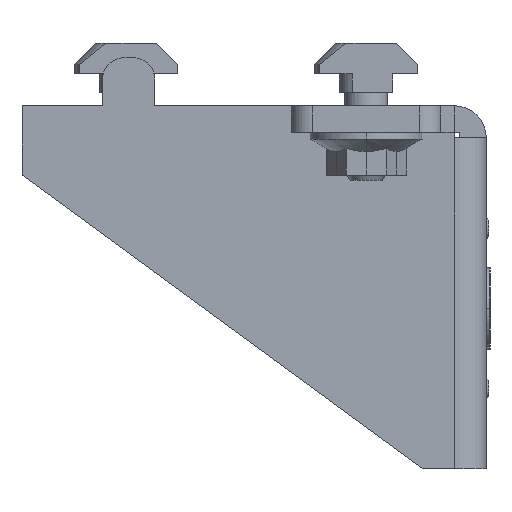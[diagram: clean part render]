
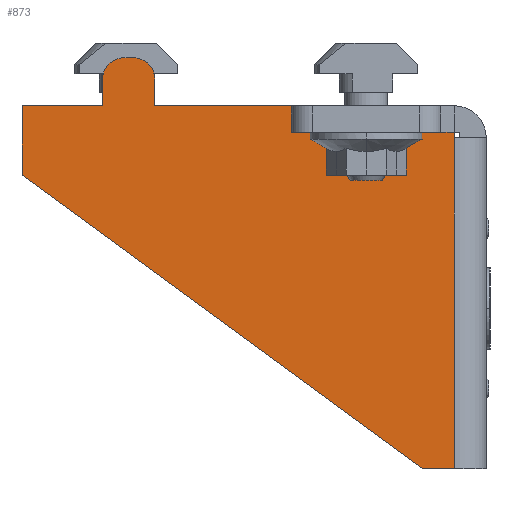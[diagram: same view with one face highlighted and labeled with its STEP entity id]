
A CAD part, left-side view. The second image highlights one B-rep face of the part: STEP entity #873.
In plain terms, the highlighted planar face has unit normal (-1, 0, 0).
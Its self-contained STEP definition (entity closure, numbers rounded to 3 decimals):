
#873=ADVANCED_FACE('',(#1888,#1889),#1890,.T.);
#1888=FACE_OUTER_BOUND('',#3043,.T.);
#1889=FACE_BOUND('',#3044,.T.);
#1890=PLANE('',#3045);
#3043=EDGE_LOOP('',(#5653,#5654,#5655,#5656,#5657,#5658,#5659,#5660,#5661,#5662,#5663,#5664,#5665,#5666,#5667,#5668,#5669,#5670,#5671));
#3044=EDGE_LOOP('',(#5672,#5673,#5674,#5675,#5676));
#3045=AXIS2_PLACEMENT_3D('',#5677,#5678,#5679);
#5653=ORIENTED_EDGE('',*,*,#7803,.T.);
#5654=ORIENTED_EDGE('',*,*,#7804,.F.);
#5655=ORIENTED_EDGE('',*,*,#7805,.T.);
#5656=ORIENTED_EDGE('',*,*,#7806,.T.);
#5657=ORIENTED_EDGE('',*,*,#7807,.T.);
#5658=ORIENTED_EDGE('',*,*,#7808,.F.);
#5659=ORIENTED_EDGE('',*,*,#7788,.F.);
#5660=ORIENTED_EDGE('',*,*,#7809,.T.);
#5661=ORIENTED_EDGE('',*,*,#7810,.F.);
#5662=ORIENTED_EDGE('',*,*,#7811,.F.);
#5663=ORIENTED_EDGE('',*,*,#7794,.F.);
#5664=ORIENTED_EDGE('',*,*,#7812,.T.);
#5665=ORIENTED_EDGE('',*,*,#7813,.T.);
#5666=ORIENTED_EDGE('',*,*,#7814,.F.);
#5667=ORIENTED_EDGE('',*,*,#7815,.F.);
#5668=ORIENTED_EDGE('',*,*,#7816,.F.);
#5669=ORIENTED_EDGE('',*,*,#7817,.F.);
#5670=ORIENTED_EDGE('',*,*,#7818,.F.);
#5671=ORIENTED_EDGE('',*,*,#7819,.T.);
#5672=ORIENTED_EDGE('',*,*,#7820,.F.);
#5673=ORIENTED_EDGE('',*,*,#7596,.F.);
#5674=ORIENTED_EDGE('',*,*,#7610,.F.);
#5675=ORIENTED_EDGE('',*,*,#7821,.F.);
#5676=ORIENTED_EDGE('',*,*,#7822,.F.);
#5677=CARTESIAN_POINT('',(-111.5,-5.0,17.269));
#5678=DIRECTION('',(-1.0,0.,-0.0));
#5679=DIRECTION('',(0.,1.0,0.0));
#7596=EDGE_CURVE('',#9286,#9288,#9289,.T.);
#7610=EDGE_CURVE('',#9312,#9286,#9314,.T.);
#7788=EDGE_CURVE('',#9590,#9592,#9593,.T.);
#7794=EDGE_CURVE('',#9602,#9604,#9605,.T.);
#7803=EDGE_CURVE('',#9619,#9620,#9621,.T.);
#7804=EDGE_CURVE('',#9622,#9620,#9623,.T.);
#7805=EDGE_CURVE('',#9622,#9624,#9625,.T.);
#7806=EDGE_CURVE('',#9624,#9626,#9627,.T.);
#7807=EDGE_CURVE('',#9626,#9628,#9629,.T.);
#7808=EDGE_CURVE('',#9592,#9628,#9630,.T.);
#7809=EDGE_CURVE('',#9590,#9631,#9632,.T.);
#7810=EDGE_CURVE('',#9633,#9631,#9634,.T.);
#7811=EDGE_CURVE('',#9604,#9633,#9635,.T.);
#7812=EDGE_CURVE('',#9602,#9636,#9637,.T.);
#7813=EDGE_CURVE('',#9636,#9638,#9639,.T.);
#7814=EDGE_CURVE('',#9640,#9638,#9641,.T.);
#7815=EDGE_CURVE('',#9642,#9640,#9643,.T.);
#7816=EDGE_CURVE('',#9644,#9642,#9645,.T.);
#7817=EDGE_CURVE('',#9646,#9644,#9647,.T.);
#7818=EDGE_CURVE('',#9648,#9646,#9649,.T.);
#7819=EDGE_CURVE('',#9648,#9619,#9650,.T.);
#7820=EDGE_CURVE('',#9288,#9651,#9652,.T.);
#7821=EDGE_CURVE('',#9653,#9312,#9654,.T.);
#7822=EDGE_CURVE('',#9651,#9653,#9655,.T.);
#9286=VERTEX_POINT('',#11936);
#9288=VERTEX_POINT('',#11938);
#9289=LINE('',#11939,#11940);
#9312=VERTEX_POINT('',#12018);
#9314=(B_SPLINE_CURVE(2,(#12022,#12023,#12024),.UNSPECIFIED.,.F.,.F.)B_SPLINE_CURVE_WITH_KNOTS((3,3),(0.0,6.421),.UNSPECIFIED.)RATIONAL_B_SPLINE_CURVE((1.0,1.05,1.0))BOUNDED_CURVE()REPRESENTATION_ITEM('')GEOMETRIC_REPRESENTATION_ITEM()CURVE());
#9590=VERTEX_POINT('',#12500);
#9592=VERTEX_POINT('',#12503);
#9593=LINE('',#12504,#12505);
#9602=VERTEX_POINT('',#12516);
#9604=VERTEX_POINT('',#12519);
#9605=LINE('',#12520,#12521);
#9619=VERTEX_POINT('',#12540);
#9620=VERTEX_POINT('',#12541);
#9621=LINE('',#12542,#12543);
#9622=VERTEX_POINT('',#12544);
#9623=LINE('',#12545,#12546);
#9624=VERTEX_POINT('',#12547);
#9625=LINE('',#12548,#12549);
#9626=VERTEX_POINT('',#12550);
#9627=LINE('',#12551,#12552);
#9628=VERTEX_POINT('',#12553);
#9629=LINE('',#12554,#12555);
#9630=LINE('',#12556,#12557);
#9631=VERTEX_POINT('',#12558);
#9632=LINE('',#12559,#12560);
#9633=VERTEX_POINT('',#12561);
#9634=LINE('',#12562,#12563);
#9635=LINE('',#12564,#12565);
#9636=VERTEX_POINT('',#12566);
#9637=LINE('',#12567,#12568);
#9638=VERTEX_POINT('',#12569);
#9639=LINE('',#12570,#12571);
#9640=VERTEX_POINT('',#12572);
#9641=LINE('',#12573,#12574);
#9642=VERTEX_POINT('',#12575);
#9643=CIRCLE('',#12576,4.0);
#9644=VERTEX_POINT('',#12577);
#9645=LINE('',#12578,#12579);
#9646=VERTEX_POINT('',#12580);
#9647=CIRCLE('',#12581,4.0);
#9648=VERTEX_POINT('',#12582);
#9649=LINE('',#12583,#12584);
#9650=LINE('',#12585,#12586);
#9651=VERTEX_POINT('',#12587);
#9652=LINE('',#12588,#12589);
#9653=VERTEX_POINT('',#12590);
#9654=(B_SPLINE_CURVE(2,(#12592,#12593,#12594),.UNSPECIFIED.,.F.,.F.)B_SPLINE_CURVE_WITH_KNOTS((3,3),(0.0,6.421),.UNSPECIFIED.)RATIONAL_B_SPLINE_CURVE((1.0,1.05,1.0))BOUNDED_CURVE()REPRESENTATION_ITEM('')GEOMETRIC_REPRESENTATION_ITEM()CURVE());
#9655=LINE('',#12601,#12602);
#11936=CARTESIAN_POINT('',(-111.5,14.302,31.743));
#11938=CARTESIAN_POINT('',(-111.5,14.302,33.));
#11939=CARTESIAN_POINT('',(-111.5,14.302,32.371));
#11940=VECTOR('',#14300,1.0);
#12018=CARTESIAN_POINT('',(-111.5,17.5,31.455));
#12022=CARTESIAN_POINT('',(-111.5,20.698,31.743));
#12023=CARTESIAN_POINT('',(-111.5,17.5,31.18));
#12024=CARTESIAN_POINT('',(-111.5,14.302,31.743));
#12500=CARTESIAN_POINT('',(-111.5,12.5,33.0));
#12503=CARTESIAN_POINT('',(-111.5,3.5,33.0));
#12504=CARTESIAN_POINT('',(-111.5,12.5,33.0));
#12505=VECTOR('',#14531,9.0);
#12516=CARTESIAN_POINT('',(-111.5,31.5,33.0));
#12519=CARTESIAN_POINT('',(-111.5,22.5,33.0));
#12520=CARTESIAN_POINT('',(-111.5,31.5,33.0));
#12521=VECTOR('',#14541,9.0);
#12540=CARTESIAN_POINT('',(-111.5,82.0,38.0));
#12541=CARTESIAN_POINT('',(-111.5,82.0,25.));
#12542=CARTESIAN_POINT('',(-111.5,82.0,38.0));
#12543=VECTOR('',#14553,13.0);
#12544=CARTESIAN_POINT('',(-111.5,7.,-30.0));
#12545=CARTESIAN_POINT('',(-111.5,7.,-30.0));
#12546=VECTOR('',#14554,93.005);
#12547=CARTESIAN_POINT('',(-111.5,1.,-30.0));
#12548=CARTESIAN_POINT('',(-111.5,7.,-30.0));
#12549=VECTOR('',#14555,6.);
#12550=CARTESIAN_POINT('',(-111.5,1.,32.0));
#12551=CARTESIAN_POINT('',(-111.5,1.,-30.0));
#12552=VECTOR('',#14556,62.0);
#12553=CARTESIAN_POINT('',(-111.5,1.,33.0));
#12554=CARTESIAN_POINT('',(-111.5,1.,32.0));
#12555=VECTOR('',#14557,1.0);
#12556=CARTESIAN_POINT('',(-111.5,3.5,33.0));
#12557=VECTOR('',#14558,2.5);
#12558=CARTESIAN_POINT('',(-111.5,12.5,38.0));
#12559=CARTESIAN_POINT('',(-111.5,12.5,33.0));
#12560=VECTOR('',#14559,5.0);
#12561=CARTESIAN_POINT('',(-111.5,22.5,38.0));
#12562=CARTESIAN_POINT('',(-111.5,22.5,38.0));
#12563=VECTOR('',#14560,10.0);
#12564=CARTESIAN_POINT('',(-111.5,22.5,33.0));
#12565=VECTOR('',#14561,5.0);
#12566=CARTESIAN_POINT('',(-111.5,31.5,38.0));
#12567=CARTESIAN_POINT('',(-111.5,31.5,33.0));
#12568=VECTOR('',#14562,5.0);
#12569=CARTESIAN_POINT('',(-111.5,57.1,38.0));
#12570=CARTESIAN_POINT('',(-111.5,31.5,38.0));
#12571=VECTOR('',#14563,25.6);
#12572=CARTESIAN_POINT('',(-111.5,57.1,43.0));
#12573=CARTESIAN_POINT('',(-111.5,57.1,43.0));
#12574=VECTOR('',#14564,5.0);
#12575=CARTESIAN_POINT('',(-111.5,61.1,47.0));
#12576=AXIS2_PLACEMENT_3D('',#14565,#14566,#14567);
#12577=CARTESIAN_POINT('',(-111.5,62.9,47.0));
#12578=CARTESIAN_POINT('',(-111.5,62.9,47.0));
#12579=VECTOR('',#14568,1.8);
#12580=CARTESIAN_POINT('',(-111.5,66.9,43.0));
#12581=AXIS2_PLACEMENT_3D('',#14569,#14570,#14571);
#12582=CARTESIAN_POINT('',(-111.5,66.9,38.0));
#12583=CARTESIAN_POINT('',(-111.5,66.9,38.0));
#12584=VECTOR('',#14572,5.0);
#12585=CARTESIAN_POINT('',(-111.5,66.9,38.0));
#12586=VECTOR('',#14573,15.1);
#12587=CARTESIAN_POINT('',(-111.5,20.698,33.));
#12588=CARTESIAN_POINT('',(-111.5,6.25,33.));
#12589=VECTOR('',#14574,1.0);
#12590=CARTESIAN_POINT('',(-111.5,20.698,31.743));
#12592=CARTESIAN_POINT('',(-111.5,20.698,31.743));
#12593=CARTESIAN_POINT('',(-111.5,17.5,31.18));
#12594=CARTESIAN_POINT('',(-111.5,14.302,31.743));
#12601=CARTESIAN_POINT('',(-111.5,20.698,32.371));
#12602=VECTOR('',#14575,1.0);
#14300=DIRECTION('',(0.,0.,1.0));
#14531=DIRECTION('',(0.,-1.0,0.0));
#14541=DIRECTION('',(0.,-1.0,0.0));
#14553=DIRECTION('',(0.0,0.0,-1.0));
#14554=DIRECTION('',(0.,0.806,0.591));
#14555=DIRECTION('',(0.,-1.0,0.0));
#14556=DIRECTION('',(0.0,0.0,1.0));
#14557=DIRECTION('',(0.0,0.0,1.0));
#14558=DIRECTION('',(0.,-1.0,0.0));
#14559=DIRECTION('',(0.0,0.0,1.0));
#14560=DIRECTION('',(0.,-1.0,0.0));
#14561=DIRECTION('',(0.0,0.0,1.0));
#14562=DIRECTION('',(0.0,0.0,1.0));
#14563=DIRECTION('',(0.,1.0,0.0));
#14564=DIRECTION('',(0.0,0.0,-1.0));
#14565=CARTESIAN_POINT('',(-111.5,61.1,43.0));
#14566=DIRECTION('',(1.0,0.,-0.0));
#14567=DIRECTION('',(0.0,0.0,1.0));
#14568=DIRECTION('',(0.,-1.0,0.0));
#14569=CARTESIAN_POINT('',(-111.5,62.9,43.0));
#14570=DIRECTION('',(1.0,0.,0.0));
#14571=DIRECTION('',(0.,1.0,0.0));
#14572=DIRECTION('',(0.0,0.0,1.0));
#14573=DIRECTION('',(0.,1.0,0.0));
#14574=DIRECTION('',(0.,1.0,0.));
#14575=DIRECTION('',(0.,0.,-1.0));
